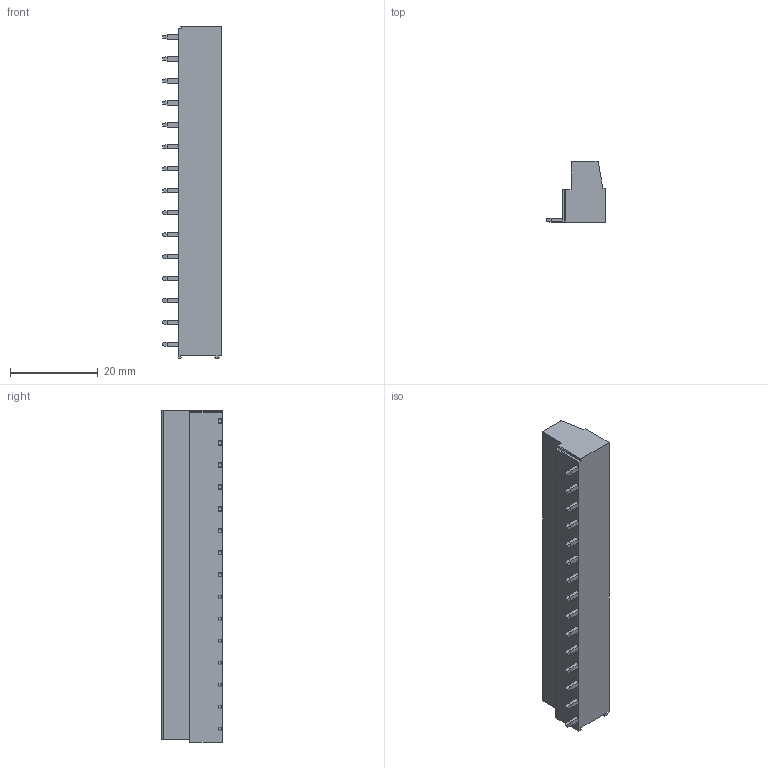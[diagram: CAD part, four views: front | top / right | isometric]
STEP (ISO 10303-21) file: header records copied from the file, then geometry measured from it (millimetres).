
FILE_DESCRIPTION((''),'2;1');
FILE_NAME('PRT0001','2024-11-30T',('sj'),(''),'PRO/ENGINEER BY PARAMETRIC TECHNOLOGY CORPORATION, 2013240','PRO/ENGINEER BY PARAMETRIC TECHNOLOGY CORPORATION, 2013240','');
FILE_SCHEMA(('AUTOMOTIVE_DESIGN_CC2 { 1 2 10303 214 -1 1 5 2 }'));
Length unit declared in the file: millimetre
Products named in the file (1): PRT0001
Bounding box: 13.35 x 13.8 x 75.6 mm (x, y, z)
Volume: 8286.4 mm3; surface area: 4687.8 mm2
Topology: 1 solids, 1 shells, 551 faces, 1302 edges, 828 vertices
Faces by surface type: plane 453, cylinder 68, torus 30
Entity records: 15762 total; most frequent: CARTESIAN_POINT 2981, ORIENTED_EDGE 2604, DIRECTION 2570, EDGE_CURVE 1302, VECTOR 1016, LINE 1016, VERTEX_POINT 828, AXIS2_PLACEMENT_3D 777
